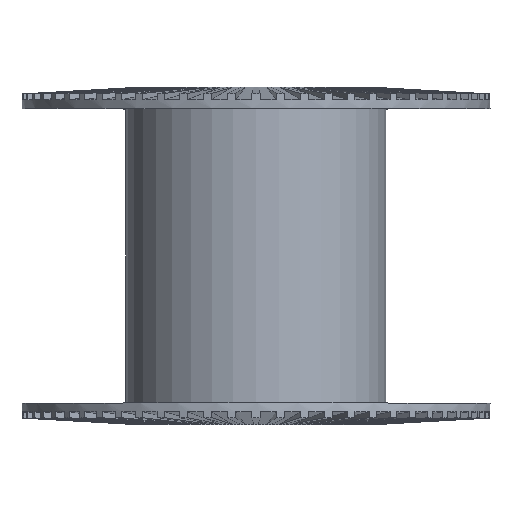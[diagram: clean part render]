
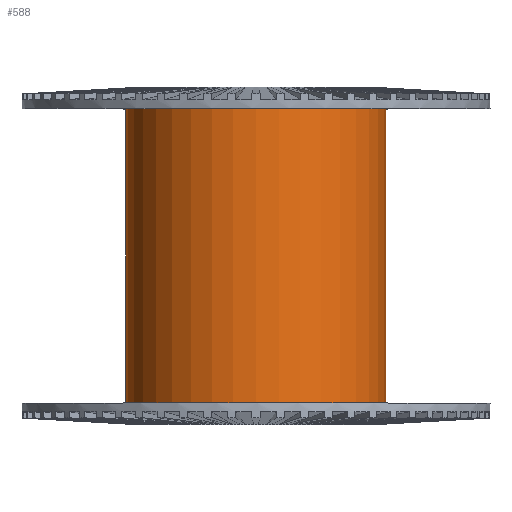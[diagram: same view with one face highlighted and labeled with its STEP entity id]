
A CAD part, top view. The second image highlights one B-rep face of the part: STEP entity #588.
In plain terms, the highlighted cylindrical face has radius 190.5 mm (diameter 381 mm), a full revolution.
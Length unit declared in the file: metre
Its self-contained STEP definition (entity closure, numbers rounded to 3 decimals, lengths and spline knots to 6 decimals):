
#588 = ADVANCED_FACE( '', ( #1617, #1618 ), #1619, .T. );
#1617 = FACE_OUTER_BOUND( '', #3088, .T. );
#1618 = FACE_OUTER_BOUND( '', #3089, .T. );
#1619 = CYLINDRICAL_SURFACE( '', #3090, 0.1905 );
#3088 = EDGE_LOOP( '', ( #4728 ) );
#3089 = EDGE_LOOP( '', ( #4729 ) );
#3090 = AXIS2_PLACEMENT_3D( '', #4730, #4731, #4732 );
#4728 = ORIENTED_EDGE( '', *, *, #8961, .T. );
#4729 = ORIENTED_EDGE( '', *, *, #8856, .F. );
#4730 = CARTESIAN_POINT( '', ( 0., -0.254, 0. ) );
#4731 = DIRECTION( '', ( 0., -1., 0. ) );
#4732 = DIRECTION( '', ( 0., 0., 1. ) );
#8856 = EDGE_CURVE( '', #10599, #10599, #10600, .T. );
#8961 = EDGE_CURVE( '', #10784, #10784, #10785, .T. );
#10599 = VERTEX_POINT( '', #13047 );
#10600 = CIRCLE( '', #13048, 0.1905 );
#10784 = VERTEX_POINT( '', #13289 );
#10785 = CIRCLE( '', #13290, 0.1905 );
#13047 = CARTESIAN_POINT( '', ( 0., -0.2159, -0.1905 ) );
#13048 = AXIS2_PLACEMENT_3D( '', #16118, #16119, #16120 );
#13289 = CARTESIAN_POINT( '', ( 0., 0.2159, -0.1905 ) );
#13290 = AXIS2_PLACEMENT_3D( '', #16247, #16248, #16249 );
#16118 = CARTESIAN_POINT( '', ( 0., -0.2159, 0. ) );
#16119 = DIRECTION( '', ( 0., -1., 0. ) );
#16120 = DIRECTION( '', ( 0., 0., -1. ) );
#16247 = CARTESIAN_POINT( '', ( 0., 0.2159, 0. ) );
#16248 = DIRECTION( '', ( 0., -1., 0. ) );
#16249 = DIRECTION( '', ( 0., 0., -1. ) );
